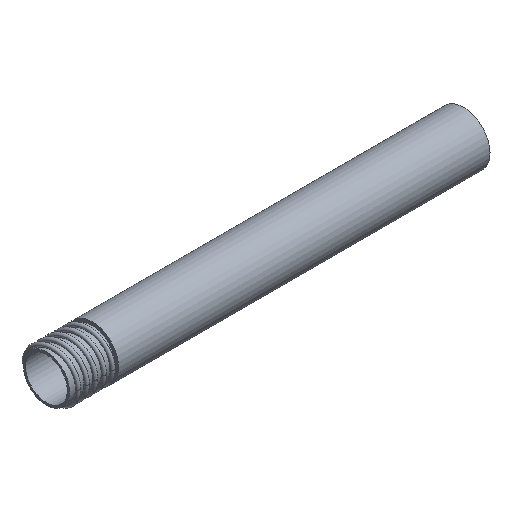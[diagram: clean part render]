
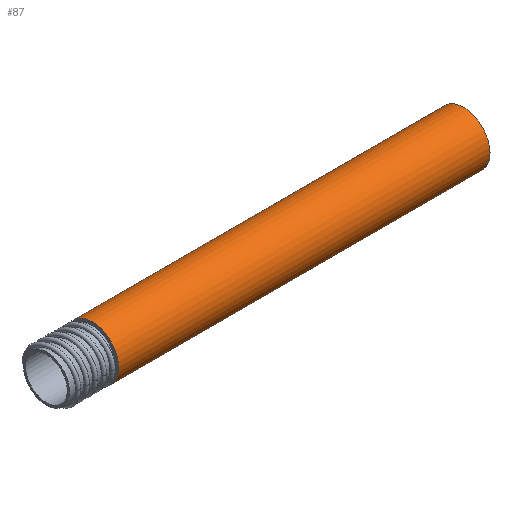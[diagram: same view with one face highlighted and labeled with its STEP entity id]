
A CAD part, isometric view. The second image highlights one B-rep face of the part: STEP entity #87.
In plain terms, the highlighted cylindrical face has radius 9.5 mm (diameter 19 mm), a full revolution.
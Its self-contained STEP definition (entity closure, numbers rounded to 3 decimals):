
#87 = ADVANCED_FACE( '', ( #121, #122 ), #123, .T. );
#121 = FACE_OUTER_BOUND( '', #162, .T. );
#122 = FACE_OUTER_BOUND( '', #163, .T. );
#123 = CYLINDRICAL_SURFACE( '', #164, 9.5 );
#162 = EDGE_LOOP( '', ( #274, #275, #276 ) );
#163 = EDGE_LOOP( '', ( #277 ) );
#164 = AXIS2_PLACEMENT_3D( '', #278, #279, #280 );
#274 = ORIENTED_EDGE( '', *, *, #354, .F. );
#275 = ORIENTED_EDGE( '', *, *, #355, .T. );
#276 = ORIENTED_EDGE( '', *, *, #352, .T. );
#277 = ORIENTED_EDGE( '', *, *, #356, .F. );
#278 = CARTESIAN_POINT( '', ( 150., 0., 0. ) );
#279 = DIRECTION( '', ( -1., 0., 0. ) );
#280 = DIRECTION( '', ( 0., 0., -1. ) );
#352 = EDGE_CURVE( '', #422, #420, #423, .T. );
#354 = EDGE_CURVE( '', #425, #420, #426, .T. );
#355 = EDGE_CURVE( '', #425, #422, #427, .T. );
#356 = EDGE_CURVE( '', #428, #428, #429, .T. );
#420 = VERTEX_POINT( '', #1378 );
#422 = VERTEX_POINT( '', #1415 );
#423 = CIRCLE( '', #1416, 9.5 );
#425 = VERTEX_POINT( '', #1419 );
#426 = B_SPLINE_CURVE_WITH_KNOTS( '', 3, ( #1420, #1421, #1422, #1423, #1424, #1425, #1426, #1427 ), .UNSPECIFIED., .F., .F., ( 4, 2, 2, 4 ), ( 0., 0.002, 0.004, 0.005 ), .UNSPECIFIED. );
#427 = CIRCLE( '', #1428, 0.667 );
#428 = VERTEX_POINT( '', #1429 );
#429 = CIRCLE( '', #1430, 9.5 );
#1378 = CARTESIAN_POINT( '', ( 16.456, 8.159, -4.866 ) );
#1415 = CARTESIAN_POINT( '', ( 16.456, 9.5, 0. ) );
#1416 = AXIS2_PLACEMENT_3D( '', #1474, #1475, #1476 );
#1419 = CARTESIAN_POINT( '', ( 16.456, 9.5, 0. ) );
#1420 = CARTESIAN_POINT( '', ( 16.456, 9.5, 0. ) );
#1421 = CARTESIAN_POINT( '', ( 16.474, 9.5, -0.853 ) );
#1422 = CARTESIAN_POINT( '', ( 16.485, 9.383, -1.71 ) );
#1423 = CARTESIAN_POINT( '', ( 16.485, 9.045, -2.934 ) );
#1424 = CARTESIAN_POINT( '', ( 16.482, 8.906, -3.334 ) );
#1425 = CARTESIAN_POINT( '', ( 16.473, 8.572, -4.116 ) );
#1426 = CARTESIAN_POINT( '', ( 16.466, 8.378, -4.499 ) );
#1427 = CARTESIAN_POINT( '', ( 16.456, 8.159, -4.866 ) );
#1428 = AXIS2_PLACEMENT_3D( '', #1478, #1479, #1480 );
#1429 = CARTESIAN_POINT( '', ( 150., 0., -9.5 ) );
#1430 = AXIS2_PLACEMENT_3D( '', #1481, #1482, #1483 );
#1474 = CARTESIAN_POINT( '', ( 16.456, 0., 0. ) );
#1475 = DIRECTION( '', ( 1., 0., 0. ) );
#1476 = DIRECTION( '', ( 0., 0., -1. ) );
#1478 = CARTESIAN_POINT( '', ( 16.456, 8.833, 0. ) );
#1479 = DIRECTION( '', ( 0., 0., 1. ) );
#1480 = DIRECTION( '', ( 0., 1., 0. ) );
#1481 = CARTESIAN_POINT( '', ( 150., 0., 0. ) );
#1482 = DIRECTION( '', ( 1., 0., 0. ) );
#1483 = DIRECTION( '', ( 0., 0., -1. ) );
